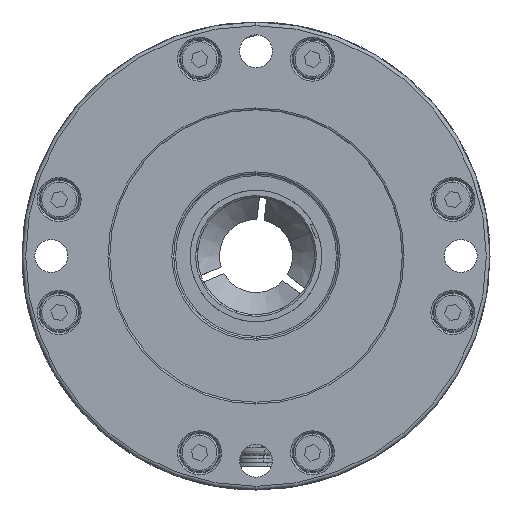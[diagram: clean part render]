
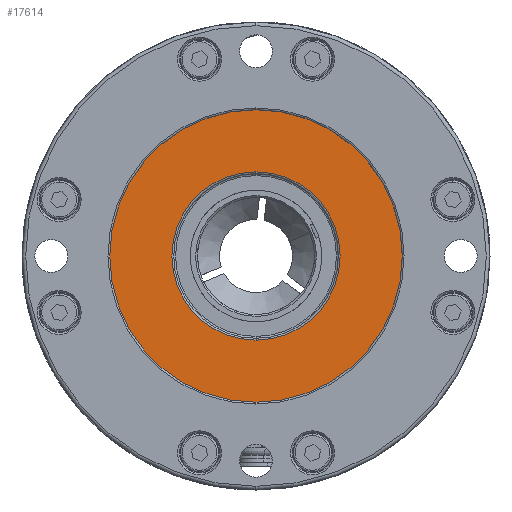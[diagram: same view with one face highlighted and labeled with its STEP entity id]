
A CAD part, left-side view. The second image highlights one B-rep face of the part: STEP entity #17614.
In plain terms, the highlighted planar face has unit normal (-1, 0, 0).
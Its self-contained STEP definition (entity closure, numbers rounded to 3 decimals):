
#70 = CARTESIAN_POINT ( 'NONE',  ( 5., 0., 0. ) ) ;
#326 = AXIS2_PLACEMENT_3D ( 'NONE', #24335, #19483, #21766 ) ;
#2892 = AXIS2_PLACEMENT_3D ( 'NONE', #6576, #6740, #5890 ) ;
#3127 = FACE_BOUND ( 'NONE', #5359, .T. ) ;
#3945 = CARTESIAN_POINT ( 'NONE',  ( 5., 0., 0. ) ) ;
#5359 = EDGE_LOOP ( 'NONE', ( #27849, #17007 ) ) ;
#5803 = AXIS2_PLACEMENT_3D ( 'NONE', #3945, #10937, #8209 ) ;
#5890 = DIRECTION ( 'NONE',  ( 0., 0., -1. ) ) ;
#6234 = ORIENTED_EDGE ( 'NONE', *, *, #15743, .T. ) ;
#6334 = CARTESIAN_POINT ( 'NONE',  ( 5., 0., -23. ) ) ;
#6576 = CARTESIAN_POINT ( 'NONE',  ( 5., 0., 0. ) ) ;
#6740 = DIRECTION ( 'NONE',  ( 1., 0., 0. ) ) ;
#8209 = DIRECTION ( 'NONE',  ( 0., 0., 1. ) ) ;
#8635 = EDGE_CURVE ( 'NONE', #16038, #23316, #29044, .T. ) ;
#9490 = CARTESIAN_POINT ( 'NONE',  ( 5., 0., 0. ) ) ;
#10680 = AXIS2_PLACEMENT_3D ( 'NONE', #70, #18571, #27835 ) ;
#10937 = DIRECTION ( 'NONE',  ( -1., 0., 0. ) ) ;
#11447 = CARTESIAN_POINT ( 'NONE',  ( 5., 0., 23. ) ) ;
#12518 = AXIS2_PLACEMENT_3D ( 'NONE', #9490, #18557, #27818 ) ;
#12561 = PLANE ( 'NONE',  #326 ) ;
#13709 = ORIENTED_EDGE ( 'NONE', *, *, #19604, .T. ) ;
#13717 = EDGE_LOOP ( 'NONE', ( #13709, #6234 ) ) ;
#15743 = EDGE_CURVE ( 'NONE', #27345, #19670, #24187, .T. ) ;
#16038 = VERTEX_POINT ( 'NONE', #6334 ) ;
#17007 = ORIENTED_EDGE ( 'NONE', *, *, #23209, .T. ) ;
#17614 = ADVANCED_FACE ( 'NONE', ( #3127, #29054 ), #12561, .F. ) ;
#17639 = CARTESIAN_POINT ( 'NONE',  ( 5., 0., -40. ) ) ;
#18557 = DIRECTION ( 'NONE',  ( -1., 0., 0. ) ) ;
#18571 = DIRECTION ( 'NONE',  ( 1., 0., 0. ) ) ;
#18877 = CARTESIAN_POINT ( 'NONE',  ( 5., 0., 40. ) ) ;
#19328 = CIRCLE ( 'NONE', #2892, 23. ) ;
#19483 = DIRECTION ( 'NONE',  ( 1., 0., 0. ) ) ;
#19604 = EDGE_CURVE ( 'NONE', #19670, #27345, #20685, .T. ) ;
#19670 = VERTEX_POINT ( 'NONE', #18877 ) ;
#20685 = CIRCLE ( 'NONE', #12518, 40. ) ;
#21766 = DIRECTION ( 'NONE',  ( 0., 0., -1. ) ) ;
#23209 = EDGE_CURVE ( 'NONE', #23316, #16038, #19328, .T. ) ;
#23316 = VERTEX_POINT ( 'NONE', #11447 ) ;
#24187 = CIRCLE ( 'NONE', #5803, 40. ) ;
#24335 = CARTESIAN_POINT ( 'NONE',  ( 5., 40., 0. ) ) ;
#27345 = VERTEX_POINT ( 'NONE', #17639 ) ;
#27818 = DIRECTION ( 'NONE',  ( 0., 0., 1. ) ) ;
#27835 = DIRECTION ( 'NONE',  ( 0., 0., -1. ) ) ;
#27849 = ORIENTED_EDGE ( 'NONE', *, *, #8635, .T. ) ;
#29044 = CIRCLE ( 'NONE', #10680, 23. ) ;
#29054 = FACE_OUTER_BOUND ( 'NONE', #13717, .T. ) ;
